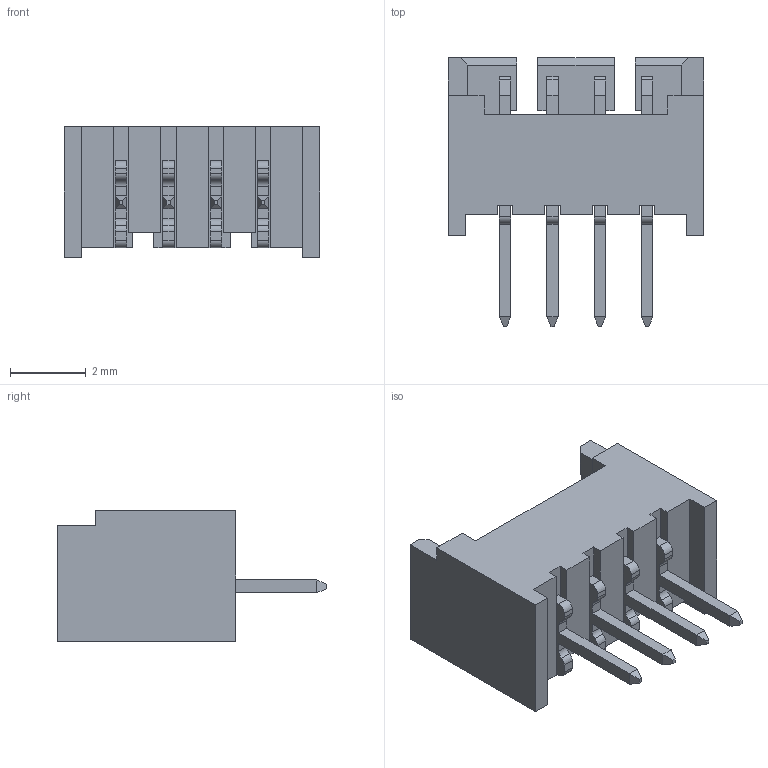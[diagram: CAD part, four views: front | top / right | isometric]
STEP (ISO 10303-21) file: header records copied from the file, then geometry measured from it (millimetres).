
FILE_DESCRIPTION((''),'2;1');
FILE_NAME('FWF12506-S04S24W5B','2024-01-02T',('工程三'),(''),'PRO/ENGINEER BY PARAMETRIC TECHNOLOGY CORPORATION, 2010280','PRO/ENGINEER BY PARAMETRIC TECHNOLOGY CORPORATION, 2010280','');
FILE_SCHEMA(('CONFIG_CONTROL_DESIGN'));
Length unit declared in the file: millimetre
Products named in the file (1): FWF12506-S04S24W5B
Bounding box: 6.75 x 7.1 x 3.45 mm (x, y, z)
Volume: 47.5 mm3; surface area: 213.6 mm2
Topology: 1 solids, 1 shells, 194 faces, 536 edges, 348 vertices
Faces by surface type: plane 162, cylinder 32
Entity records: 6118 total; most frequent: CARTESIAN_POINT 1078, ORIENTED_EDGE 1072, DIRECTION 988, EDGE_CURVE 536, VECTOR 472, LINE 472, VERTEX_POINT 348, AXIS2_PLACEMENT_3D 258
